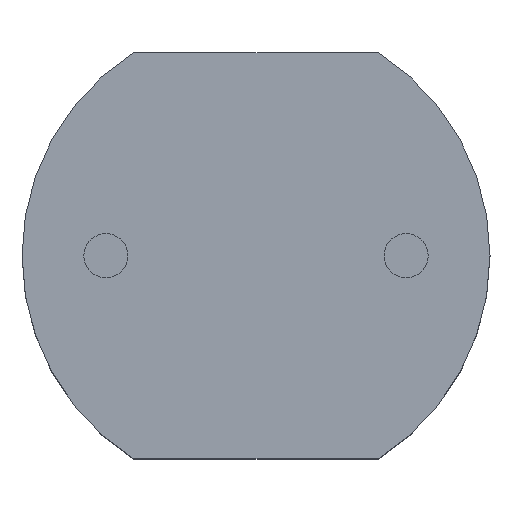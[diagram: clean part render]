
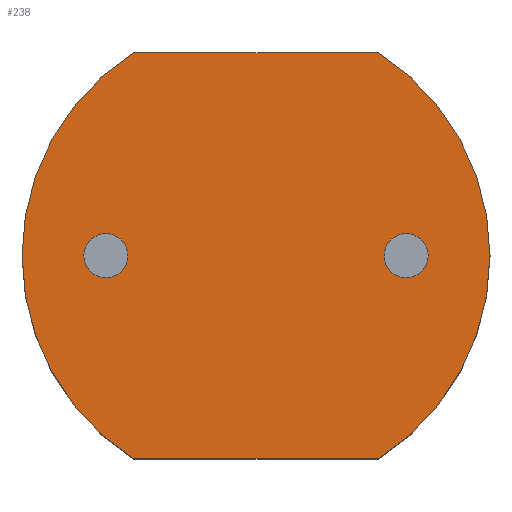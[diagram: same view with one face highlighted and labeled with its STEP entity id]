
A CAD part, top view. The second image highlights one B-rep face of the part: STEP entity #238.
In plain terms, the highlighted planar face has unit normal (0, 0, 1).
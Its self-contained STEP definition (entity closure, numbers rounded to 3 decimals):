
#120 = VERTEX_POINT('',#121);
#121 = CARTESIAN_POINT('',(-1.385,2.3,3.4));
#127 = EDGE_CURVE('',#120,#128,#130,.T.);
#128 = VERTEX_POINT('',#129);
#129 = CARTESIAN_POINT('',(-1.385,-2.3,3.4));
#130 = CIRCLE('',#131,2.723);
#131 = AXIS2_PLACEMENT_3D('',#132,#133,#134);
#132 = CARTESIAN_POINT('',(0.073,0.,3.4));
#133 = DIRECTION('',(0.,0.,1.));
#134 = DIRECTION('',(0.,1.,0.));
#152 = EDGE_CURVE('',#120,#153,#155,.T.);
#153 = VERTEX_POINT('',#154);
#154 = CARTESIAN_POINT('',(1.385,2.3,3.4));
#155 = LINE('',#156,#157);
#156 = CARTESIAN_POINT('',(-1.385,2.3,3.4));
#157 = VECTOR('',#158,1.);
#158 = DIRECTION('',(1.,0.,0.));
#176 = EDGE_CURVE('',#128,#177,#179,.T.);
#177 = VERTEX_POINT('',#178);
#178 = CARTESIAN_POINT('',(1.385,-2.3,3.4));
#179 = LINE('',#180,#181);
#180 = CARTESIAN_POINT('',(-1.385,-2.3,3.4));
#181 = VECTOR('',#182,1.);
#182 = DIRECTION('',(1.,0.,0.));
#200 = EDGE_CURVE('',#177,#153,#201,.T.);
#201 = CIRCLE('',#202,2.723);
#202 = AXIS2_PLACEMENT_3D('',#203,#204,#205);
#203 = CARTESIAN_POINT('',(-0.073,0.,3.4)
  );
#204 = DIRECTION('',(0.,0.,1.));
#205 = DIRECTION('',(0.,1.,0.));
#238 = ADVANCED_FACE('',(#239,#245,#256),#267,.T.);
#239 = FACE_BOUND('',#240,.T.);
#240 = EDGE_LOOP('',(#241,#242,#243,#244));
#241 = ORIENTED_EDGE('',*,*,#127,.T.);
#242 = ORIENTED_EDGE('',*,*,#176,.T.);
#243 = ORIENTED_EDGE('',*,*,#200,.T.);
#244 = ORIENTED_EDGE('',*,*,#152,.F.);
#245 = FACE_BOUND('',#246,.T.);
#246 = EDGE_LOOP('',(#247));
#247 = ORIENTED_EDGE('',*,*,#248,.T.);
#248 = EDGE_CURVE('',#249,#249,#251,.T.);
#249 = VERTEX_POINT('',#250);
#250 = CARTESIAN_POINT('',(1.7,0.25,3.4));
#251 = CIRCLE('',#252,0.25);
#252 = AXIS2_PLACEMENT_3D('',#253,#254,#255);
#253 = CARTESIAN_POINT('',(1.7,0.,3.4));
#254 = DIRECTION('',(0.,0.,-1.));
#255 = DIRECTION('',(0.,1.,0.));
#256 = FACE_BOUND('',#257,.T.);
#257 = EDGE_LOOP('',(#258));
#258 = ORIENTED_EDGE('',*,*,#259,.T.);
#259 = EDGE_CURVE('',#260,#260,#262,.T.);
#260 = VERTEX_POINT('',#261);
#261 = CARTESIAN_POINT('',(-1.7,0.25,3.4));
#262 = CIRCLE('',#263,0.25);
#263 = AXIS2_PLACEMENT_3D('',#264,#265,#266);
#264 = CARTESIAN_POINT('',(-1.7,0.,3.4));
#265 = DIRECTION('',(0.,0.,-1.));
#266 = DIRECTION('',(0.,1.,0.));
#267 = PLANE('',#268);
#268 = AXIS2_PLACEMENT_3D('',#269,#270,#271);
#269 = CARTESIAN_POINT('',(0.,0.,3.4));
#270 = DIRECTION('',(0.,0.,1.));
#271 = DIRECTION('',(0.,1.,0.));
